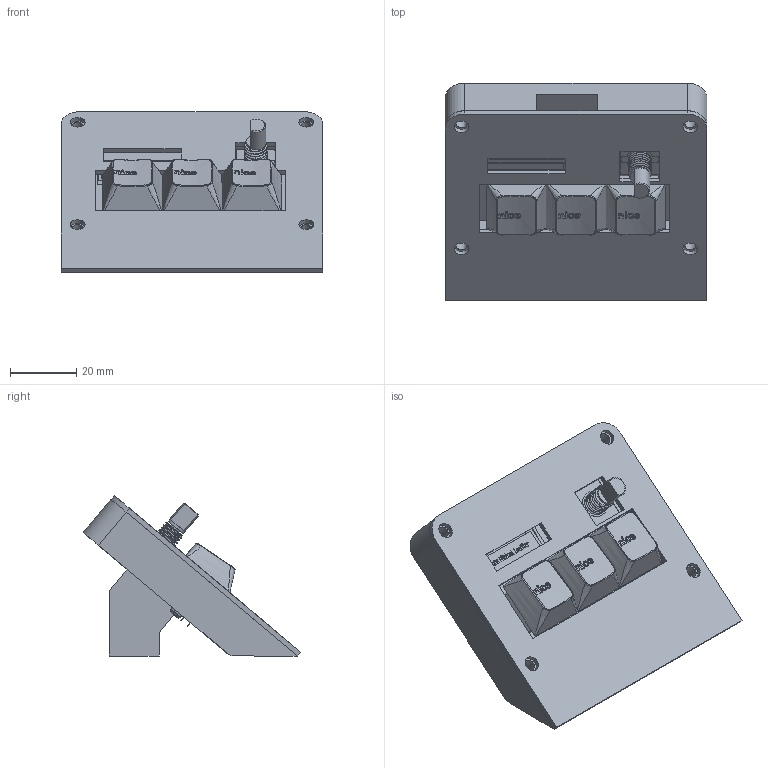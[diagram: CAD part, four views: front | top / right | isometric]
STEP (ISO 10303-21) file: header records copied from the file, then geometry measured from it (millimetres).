
FILE_DESCRIPTION(/* description */ (''),/* implementation_level */ '2;1');
FILE_NAME(/* name */ 'case.step',/* time_stamp */ '2025-07-17T08:19:19+02:00',/* author */ (''),/* organization */ (''),/* preprocessor_version */ 'ST-DEVELOPER v20.1',/* originating_system */ 'Autodesk Translation Framework v14.10.0.0',/* authorisation */ '');
FILE_SCHEMA (('AUTOMOTIVE_DESIGN { 1 0 10303 214 3 1 1 }'));
Length unit declared in the file: millimetre
Products named in the file (8): case_full; body; PCB; 0.91in OLED - Folded Flush - Without Glass; top; Ðý×ª±àÂëÆ÷; cherry mx; nice
Assembly tree (11 placements, depth 2):
  case_full
    body
    PCB
    0.91in OLED - Folded Flush - Without Glass
    top
    Ðý×ª±àÂëÆ÷
    cherry mx  x3
    nice  x3
Bounding box: 79 x 65.67 x 48.52 mm (x, y, z)
Volume: 71187.1 mm3; surface area: 42417.3 mm2
Topology: 17 solids, 37 shells, 1585 faces, 4193 edges, 2800 vertices
Faces by surface type: plane 1105, bspline 350, cylinder 120, cone 10
Full cylindrical faces by diameter (mm): 1.6 x6, 3.4 x4, 3.5 x1, 3.85 x3, 4.5 x4, 5.717 x7, 6 x8, 6.8 x6
Entity records: 49144 total; most frequent: CARTESIAN_POINT 18064, ORIENTED_EDGE 6890, DIRECTION 4890, EDGE_CURVE 3445, LINE 2578, VECTOR 2578, VERTEX_POINT 2290, EDGE_LOOP 1423
